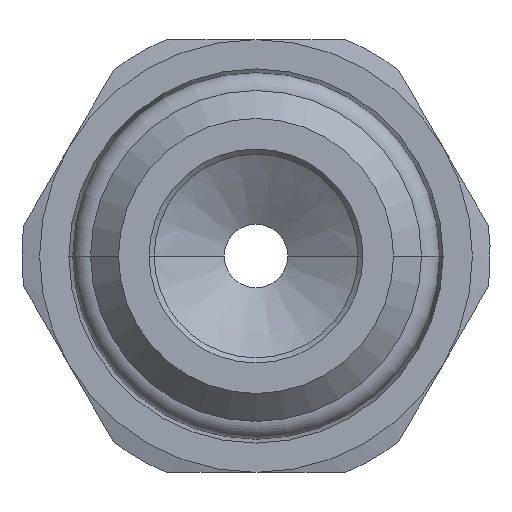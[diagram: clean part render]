
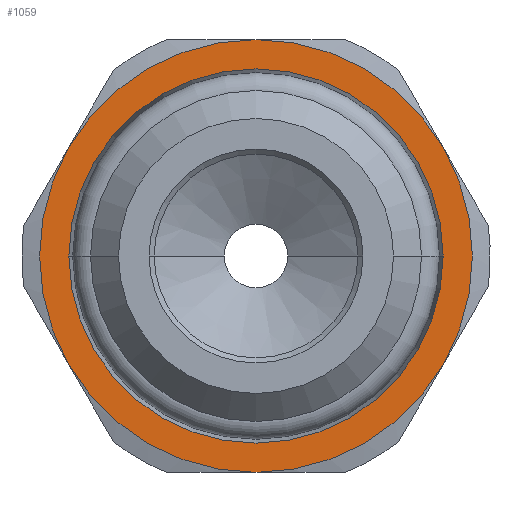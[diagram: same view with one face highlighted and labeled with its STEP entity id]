
A CAD part, front view. The second image highlights one B-rep face of the part: STEP entity #1059.
In plain terms, the highlighted planar face has unit normal (0, -1, 0).
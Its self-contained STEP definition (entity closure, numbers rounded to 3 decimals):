
#122=CARTESIAN_POINT('',(0.,7.,0.));
#123=DIRECTION('',(0.,-1.,0.));
#124=DIRECTION('',(-1.,0.,0.));
#125=AXIS2_PLACEMENT_3D('',#122,#123,#124);
#127=CARTESIAN_POINT('',(0.,7.,0.));
#128=DIRECTION('',(0.,-1.,0.));
#129=DIRECTION('',(1.,0.,0.));
#130=AXIS2_PLACEMENT_3D('',#127,#128,#129);
#132=CARTESIAN_POINT('',(0.,7.,0.));
#133=DIRECTION('',(0.,-1.,0.));
#134=DIRECTION('',(0.,0.,1.));
#135=AXIS2_PLACEMENT_3D('',#132,#133,#134);
#137=CARTESIAN_POINT('',(0.,7.,0.));
#138=DIRECTION('',(0.,-1.,0.));
#139=DIRECTION('',(0.866,0.,0.5));
#140=AXIS2_PLACEMENT_3D('',#137,#138,#139);
#142=CARTESIAN_POINT('',(0.,7.,0.));
#143=DIRECTION('',(0.,-1.,0.));
#144=DIRECTION('',(0.866,0.,-0.5));
#145=AXIS2_PLACEMENT_3D('',#142,#143,#144);
#147=CARTESIAN_POINT('',(0.,7.,0.));
#148=DIRECTION('',(0.,-1.,0.));
#149=DIRECTION('',(0.,0.,-1.));
#150=AXIS2_PLACEMENT_3D('',#147,#148,#149);
#152=CARTESIAN_POINT('',(0.,7.,0.));
#153=DIRECTION('',(0.,-1.,0.));
#154=DIRECTION('',(-0.866,0.,-0.5));
#155=AXIS2_PLACEMENT_3D('',#152,#153,#154);
#157=CARTESIAN_POINT('',(0.,7.,0.));
#158=DIRECTION('',(0.,-1.,0.));
#159=DIRECTION('',(-0.866,0.,0.5));
#160=AXIS2_PLACEMENT_3D('',#157,#158,#159);
#162=CARTESIAN_POINT('',(0.,7.,8.5));
#233=CARTESIAN_POINT('',(0.,7.,
-8.5));
#550=CARTESIAN_POINT('',(-7.361,7.,4.25));
#582=CARTESIAN_POINT('',(-7.361,7.,-4.25));
#614=CARTESIAN_POINT('',(7.361,7.,4.25));
#646=CARTESIAN_POINT('',(7.361,7.,-4.25));
#752=CARTESIAN_POINT('',(-7.35,7.,0.));
#753=VERTEX_POINT('',#752);
#754=CARTESIAN_POINT('',(7.35,7.,0.));
#755=VERTEX_POINT('',#754);
#780=VERTEX_POINT('',#162);
#787=VERTEX_POINT('',#550);
#793=VERTEX_POINT('',#582);
#799=VERTEX_POINT('',#233);
#809=VERTEX_POINT('',#646);
#814=VERTEX_POINT('',#614);
#1036=CARTESIAN_POINT('',(0.,7.,0.));
#1037=DIRECTION('',(0.,-1.,0.));
#1038=DIRECTION('',(0.,0.,1.));
#1039=AXIS2_PLACEMENT_3D('',#1036,#1037,#1038);
#1040=PLANE('',#1039);
#1042=ORIENTED_EDGE('',*,*,#1041,.F.);
#1044=ORIENTED_EDGE('',*,*,#1043,.F.);
#1046=ORIENTED_EDGE('',*,*,#1045,.F.);
#1048=ORIENTED_EDGE('',*,*,#1047,.F.);
#1050=ORIENTED_EDGE('',*,*,#1049,.F.);
#1052=ORIENTED_EDGE('',*,*,#1051,.F.);
#1053=EDGE_LOOP('',(#1042,#1044,#1046,#1048,#1050,#1052));
#1054=FACE_OUTER_BOUND('',#1053,.F.);
#1055=ORIENTED_EDGE('',*,*,#1031,.T.);
#1056=ORIENTED_EDGE('',*,*,#1015,.T.);
#1057=EDGE_LOOP('',(#1055,#1056));
#1058=FACE_BOUND('',#1057,.F.);
#1059=ADVANCED_FACE('',(#1054,#1058),#1040,.T.);
#126=CIRCLE('',#125,7.35);
#131=CIRCLE('',#130,7.35);
#136=CIRCLE('',#135,8.5);
#141=CIRCLE('',#140,8.5);
#146=CIRCLE('',#145,8.5);
#151=CIRCLE('',#150,8.5);
#156=CIRCLE('',#155,8.5);
#161=CIRCLE('',#160,8.5);
#1015=EDGE_CURVE('',#755,#753,#131,.T.);
#1031=EDGE_CURVE('',#753,#755,#126,.T.);
#1041=EDGE_CURVE('',#780,#787,#136,.T.);
#1043=EDGE_CURVE('',#814,#780,#141,.T.);
#1045=EDGE_CURVE('',#809,#814,#146,.T.);
#1047=EDGE_CURVE('',#799,#809,#151,.T.);
#1049=EDGE_CURVE('',#793,#799,#156,.T.);
#1051=EDGE_CURVE('',#787,#793,#161,.T.);
